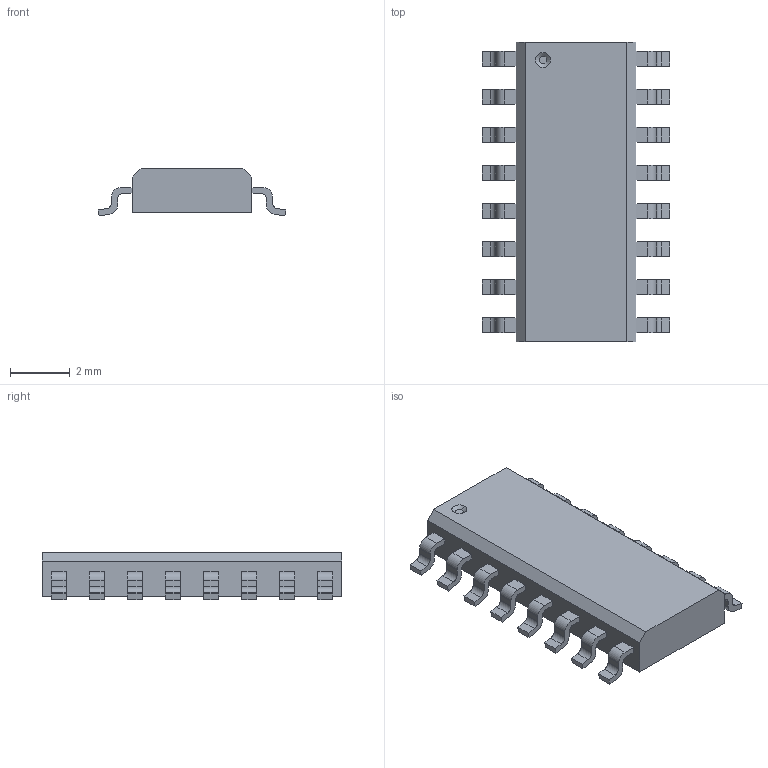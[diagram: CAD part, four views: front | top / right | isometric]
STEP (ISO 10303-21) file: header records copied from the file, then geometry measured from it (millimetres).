
FILE_DESCRIPTION (( 'STEP AP214' ), '1' );
FILE_NAME ('SOP-16.STEP', '2009-08-11T13:08:19', ( 'kiwnliu' ), ( 'DS' ), 'SwSTEP 2.0', 'SolidWorks 2009', '' );
FILE_SCHEMA (( 'AUTOMOTIVE_DESIGN' ));
Length unit declared in the file: millimetre
Products named in the file (1): SOP-16
Bounding box: 6.26 x 10 x 1.6 mm (x, y, z)
Volume: 61.8 mm3; surface area: 155 mm2
Topology: 1 solids, 1 shells, 219 faces, 600 edges, 400 vertices
Faces by surface type: plane 153, cylinder 64, cone 2
Entity records: 9358 total; most frequent: CARTESIAN_POINT 1220, ORIENTED_EDGE 1200, DIRECTION 1172, EDGE_CURVE 600, VECTOR 468, LINE 468, VERTEX_POINT 400, AXIS2_PLACEMENT_3D 352
